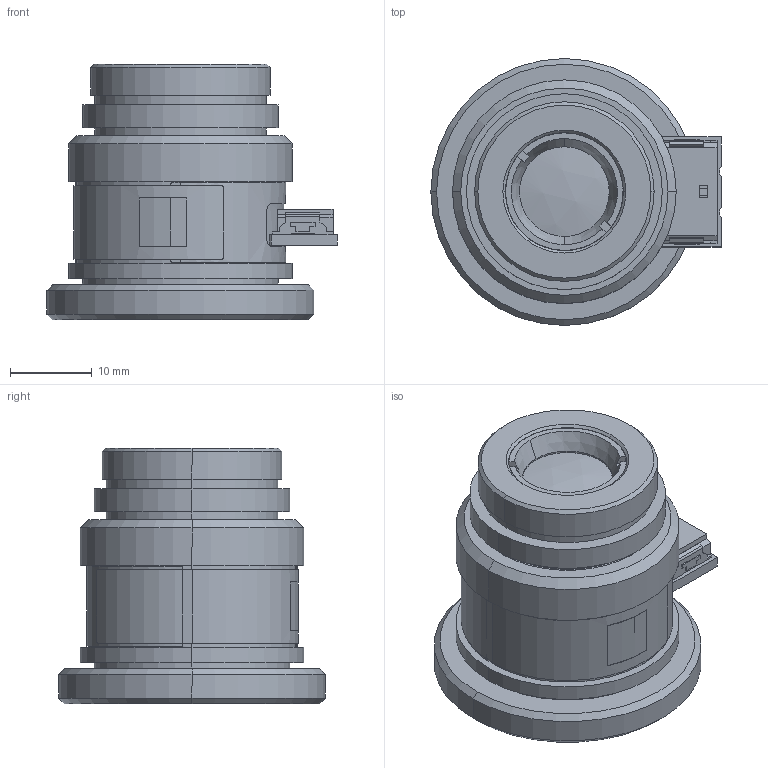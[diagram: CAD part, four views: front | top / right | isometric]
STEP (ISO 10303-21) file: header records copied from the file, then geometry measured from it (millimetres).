
FILE_DESCRIPTION (( 'STEP AP214' ), '1' );
FILE_NAME ('6GF35408EA010LL0_001_STEP.STEP', '2020-03-07T09:31:27', ( '' ), ( '' ), 'SwSTEP 2.0', 'SolidWorks 2019', '' );
FILE_SCHEMA (( 'AUTOMOTIVE_DESIGN' ));
Length unit declared in the file: millimetre
Products named in the file (1): 6GF35408EA010LL0_001_STEP
Bounding box: 35.55 x 32.7 x 31.32 mm (x, y, z)
Volume: 15964.9 mm3; surface area: 6610 mm2
Topology: 2 solids, 2 shells, 318 faces, 849 edges, 553 vertices
Faces by surface type: plane 201, cylinder 84, cone 27, torus 4, sphere 2
Entity records: 13275 total; most frequent: CARTESIAN_POINT 1910, ORIENTED_EDGE 1698, DIRECTION 1671, EDGE_CURVE 849, VECTOR 583, LINE 583, VERTEX_POINT 553, AXIS2_PLACEMENT_3D 544
